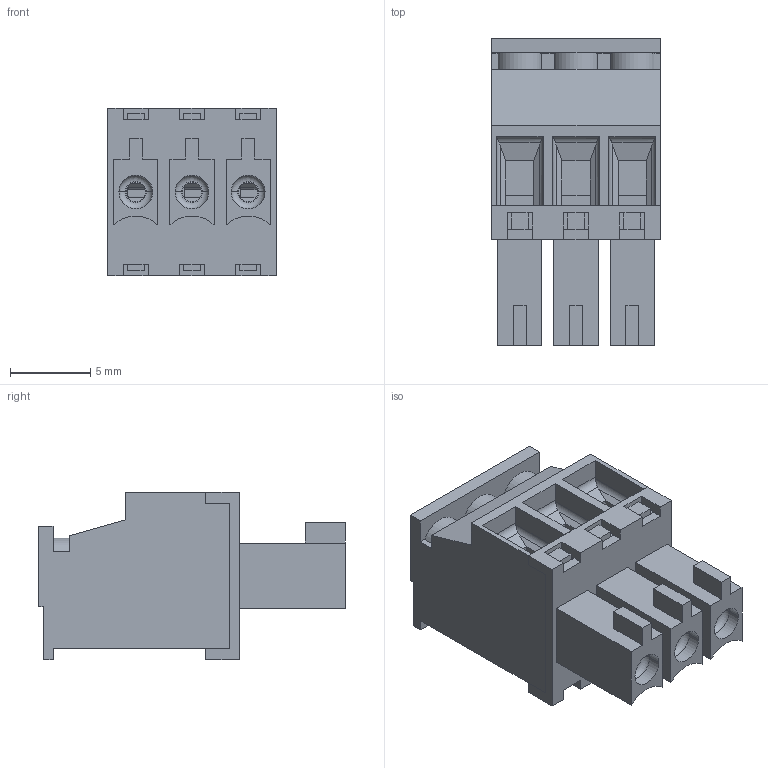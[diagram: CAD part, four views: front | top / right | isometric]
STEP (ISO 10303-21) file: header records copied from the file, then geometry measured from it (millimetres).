
FILE_DESCRIPTION (( 'STEP AP214' ), '1' );
FILE_NAME ('15EDGKA-3.5-03P-14-00AH.STEP', '2017-04-27T22:58:17', ( 'SIG' ), ( '' ), 'SwSTEP 2.0', 'SolidWorks 2014', '' );
FILE_SCHEMA (( 'AUTOMOTIVE_DESIGN' ));
Length unit declared in the file: millimetre
Products named in the file (17): 15EDGKA-3.5_screw; 15EDGKA-3.5_klamper; 15EDGKA-3.5; 15EDGKA-3.5_spring; 15EDGKA-3.5 bot-cap; 15EDGKA-3.5-03P-14-00AH
Assembly tree (11 placements, depth 2):
  15EDGKA-3.5_screw
  15EDGKA-3.5-03P-14-00AH
    15EDGKA-3.5_klamper  x3
    15EDGKA-3.5
    15EDGKA-3.5_screw  x3
    15EDGKA-3.5_spring  x3
    15EDGKA-3.5 bot-cap
  15EDGKA-3.5_klamper
  15EDGKA-3.5
  15EDGKA-3.5_screw
Bounding box: 10.5 x 19.1 x 10.4 mm (x, y, z)
Volume: 838.3 mm3; surface area: 3260.8 mm2
Topology: 11 solids, 11 shells, 748 faces, 1851 edges, 1125 vertices
Faces by surface type: plane 604, cylinder 123, torus 15, cone 6
Entity records: 15370 total; most frequent: CARTESIAN_POINT 2693, ORIENTED_EDGE 2602, DIRECTION 2445, EDGE_CURVE 1301, LINE 1135, VECTOR 1135, VERTEX_POINT 819, AXIS2_PLACEMENT_3D 655
